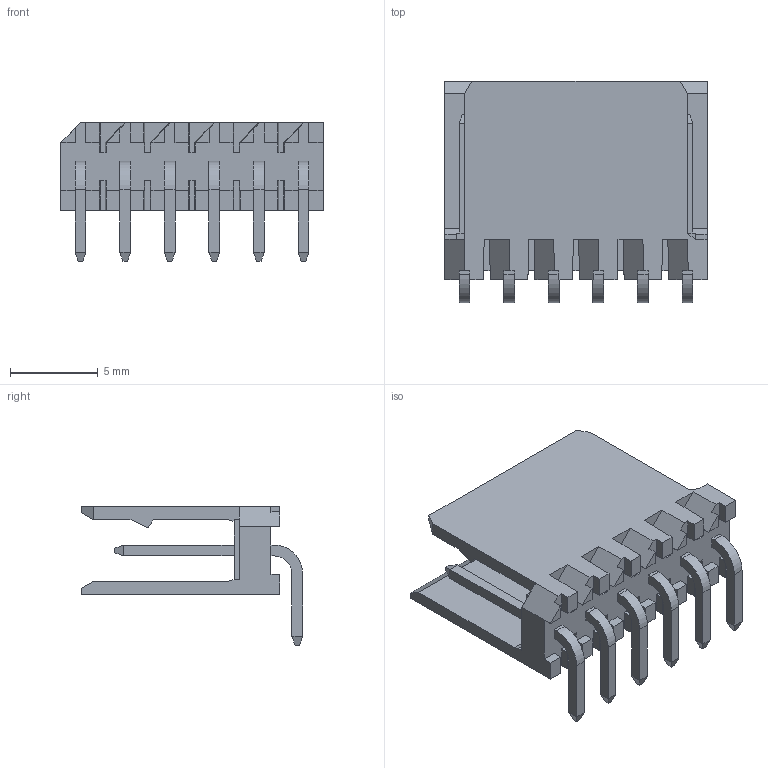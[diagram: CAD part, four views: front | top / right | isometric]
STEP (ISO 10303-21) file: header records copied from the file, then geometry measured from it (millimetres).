
FILE_DESCRIPTION(/* description */ ('Unknown'),/* implementation_level */ '2;1');
FILE_NAME(/* name */ 'J_Wurth_WR-WTB_66100611722',/* time_stamp */ '2025-05-22T11:49:47+08:00',/* author */ ('Unknown'),/* organization */ ('Unknown'),/* preprocessor_version */ 'ST-DEVELOPER v19.4',/* originating_system */ 'Solid Edge',/* authorisation */ 'Unknown');
FILE_SCHEMA (('AUTOMOTIVE_DESIGN {1 0 10303 214 3 1 1}'));
Length unit declared in the file: millimetre
Products named in the file (2): J_Wurth_WR-WTB_66100611722
Assembly tree (1 placements, depth 2):
  J_Wurth_WR-WTB_66100611722
    J_Wurth_WR-WTB_66100611722
Bounding box: 14.94 x 12.61 x 7.9 mm (x, y, z)
Volume: 356.4 mm3; surface area: 1014.1 mm2
Topology: 1 solids, 1 shells, 281 faces, 746 edges, 479 vertices
Faces by surface type: plane 268, cylinder 13
Entity records: 10496 total; most frequent: CARTESIAN_POINT 1508, ORIENTED_EDGE 1492, DIRECTION 1338, EDGE_CURVE 746, LINE 720, VECTOR 720, VERTEX_POINT 479, AXIS2_PLACEMENT_3D 309
